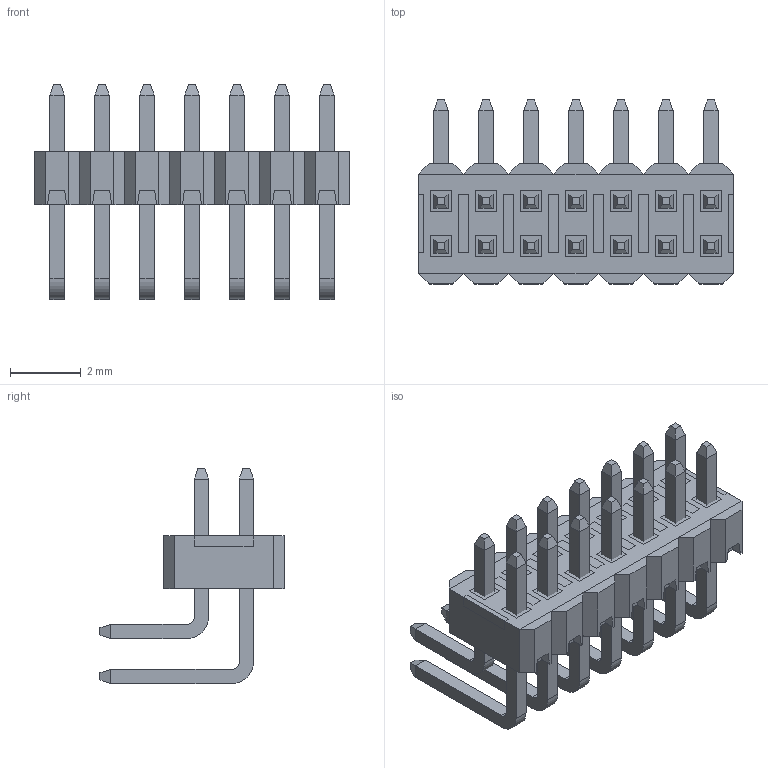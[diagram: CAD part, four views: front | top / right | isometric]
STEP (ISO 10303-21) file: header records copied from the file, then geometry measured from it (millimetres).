
FILE_DESCRIPTION( ('This file contains a STEP AP42 implementation' ,'as created by ZW3D STEP Interface translator.') ,'2;1' );
FILE_NAME( '1315-12XXXXRXXXCXXX.stp' ,'23 818.144316', (''), ('ZWCAD Software Co.'), 'Version 1.0', 'ZW3D to STEP translator', '' );
FILE_SCHEMA(('AUTOMOTIVE_DESIGN { 1 0 10303 214 1 1 1 1 }'));
Length unit declared in the file: millimetre
Products named in the file (5): 0; 1315-1207G0R073CA01; G1315-207CBN00N01_1; T1140-073G02; T1140-098G02
Assembly tree (15 placements, depth 2):
  0
  1315-1207G0R073CA01
    G1315-207CBN00N01_1
    T1140-073G02  x7
    T1140-098G02  x7
Bounding box: 8.89 x 5.2 x 6.07 mm (x, y, z)
Volume: 226.4 mm3; surface area: 884.2 mm2
Topology: 19 solids, 19 shells, 1150 faces, 2852 edges, 1752 vertices
Faces by surface type: plane 1094, cylinder 56
Entity records: 28376 total; most frequent: CARTESIAN_POINT 4804, ORIENTED_EDGE 4744, DIRECTION 4372, EDGE_CURVE 2372, VECTOR 2308, LINE 2308, VERTEX_POINT 1464, AXIS2_PLACEMENT_3D 1032
